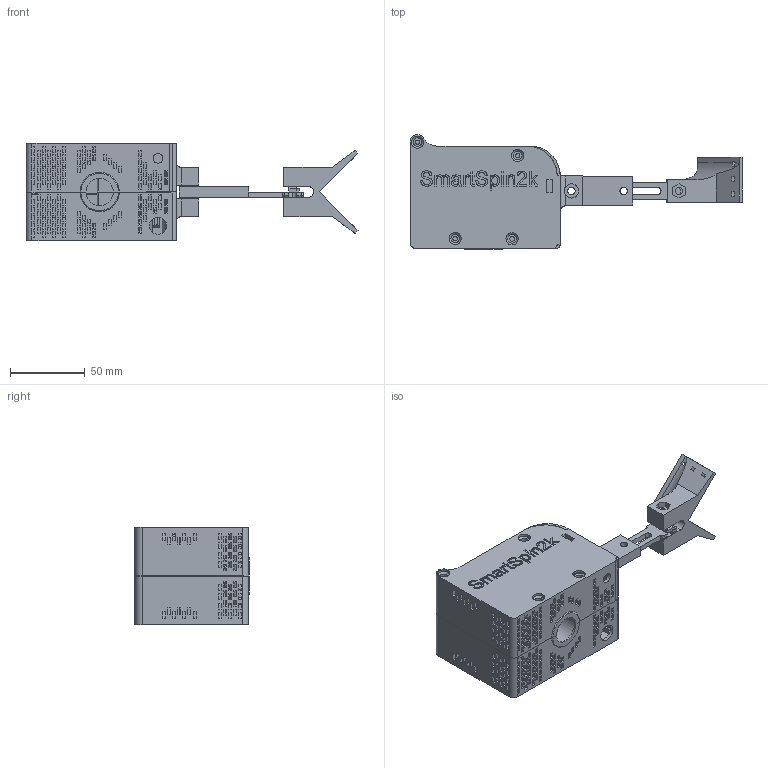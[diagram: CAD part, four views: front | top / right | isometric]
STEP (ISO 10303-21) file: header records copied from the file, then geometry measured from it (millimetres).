
FILE_DESCRIPTION(/* description */ (''),/* implementation_level */ '2;1');
FILE_NAME(/* name */ 'Schwinn IC4 Bowflex C6 Mod v9.step',/* time_stamp */ '2021-11-30T22:11:24-05:00',/* author */ (''),/* organization */ (''),/* preprocessor_version */ 'ST-DEVELOPER v18.1',/* originating_system */ 'Autodesk Translation Framework v10.10.0.1391',/* authorisation */ '');
FILE_SCHEMA (('AUTOMOTIVE_DESIGN { 1 0 10303 214 3 1 1 }'));
Length unit declared in the file: millimetre
Products named in the file (1): Schwinn IC4 mod
Bounding box: 222.17 x 76.59 x 65.4 mm (x, y, z)
Volume: 140777 mm3; surface area: 110836.9 mm2
Topology: 6 solids, 6 shells, 1775 faces, 5260 edges, 3483 vertices
Faces by surface type: plane 1494, bspline 172, cylinder 97, cone 9, sphere 3
Full cylindrical faces by diameter (mm): 2 x2, 3 x4, 4.7 x4, 5 x6, 5.8 x4, 6.5 x1, 8.2 x4, 9.5 x2, 11.5 x1
Entity records: 67935 total; most frequent: CARTESIAN_POINT 20328, ORIENTED_EDGE 10520, DIRECTION 8348, EDGE_CURVE 5260, LINE 4670, VECTOR 4670, VERTEX_POINT 3483, EDGE_LOOP 2313
